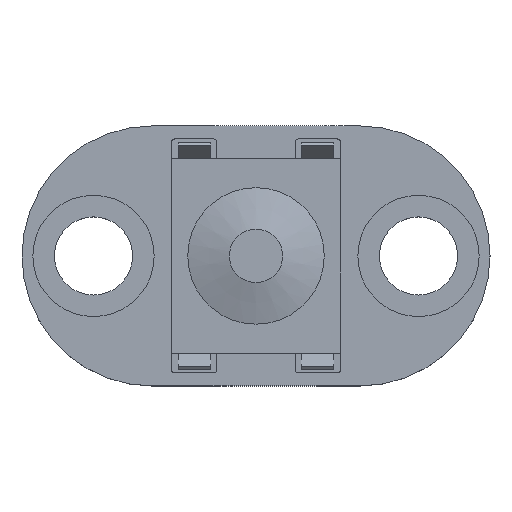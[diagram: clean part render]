
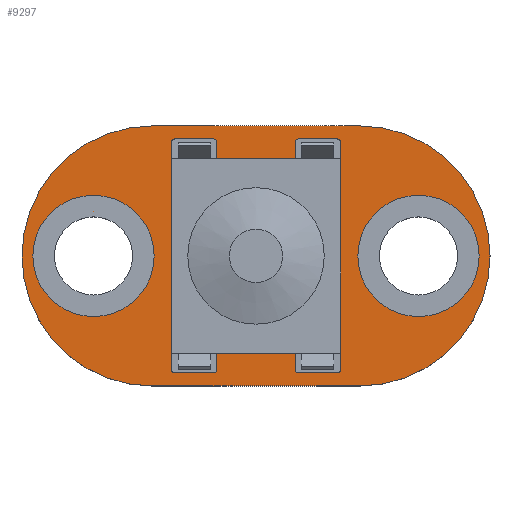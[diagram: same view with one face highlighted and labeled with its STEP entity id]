
A CAD part, top view. The second image highlights one B-rep face of the part: STEP entity #9297.
In plain terms, the highlighted planar face has unit normal (0, 0, 1).
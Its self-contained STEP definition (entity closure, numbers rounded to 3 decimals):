
#8801 = VERTEX_POINT('',#8802);
#8802 = CARTESIAN_POINT('',(21.6,18.,0.6));
#8809 = PLANE('',#8810);
#8810 = AXIS2_PLACEMENT_3D('',#8811,#8812,#8813);
#8811 = CARTESIAN_POINT('',(21.6,18.,0.));
#8812 = DIRECTION('',(0.,-1.,0.));
#8813 = DIRECTION('',(-1.,0.,0.));
#8821 = CYLINDRICAL_SURFACE('',#8822,2.);
#8822 = AXIS2_PLACEMENT_3D('',#8823,#8824,#8825);
#8823 = CARTESIAN_POINT('',(21.6,20.,0.));
#8824 = DIRECTION('',(0.,0.,-1.));
#8825 = DIRECTION('',(0.,1.,0.));
#8833 = EDGE_CURVE('',#8801,#8834,#8836,.T.);
#8834 = VERTEX_POINT('',#8835);
#8835 = CARTESIAN_POINT('',(18.4,18.,0.6));
#8836 = SURFACE_CURVE('',#8837,(#8841,#8848),.PCURVE_S1.);
#8837 = LINE('',#8838,#8839);
#8838 = CARTESIAN_POINT('',(21.6,18.,0.6));
#8839 = VECTOR('',#8840,1.);
#8840 = DIRECTION('',(-1.,0.,0.));
#8841 = PCURVE('',#8809,#8842);
#8842 = DEFINITIONAL_REPRESENTATION('',(#8843),#8847);
#8843 = LINE('',#8844,#8845);
#8844 = CARTESIAN_POINT('',(0.,-0.6));
#8845 = VECTOR('',#8846,1.);
#8846 = DIRECTION('',(1.,0.));
#8847 = ( GEOMETRIC_REPRESENTATION_CONTEXT(2) 
PARAMETRIC_REPRESENTATION_CONTEXT() REPRESENTATION_CONTEXT('2D SPACE',''
  ) );
#8848 = PCURVE('',#8849,#8854);
#8849 = PLANE('',#8850);
#8850 = AXIS2_PLACEMENT_3D('',#8851,#8852,#8853);
#8851 = CARTESIAN_POINT('',(20.,20.,0.6));
#8852 = DIRECTION('',(-0.,-0.,-1.));
#8853 = DIRECTION('',(-1.,0.,0.));
#8854 = DEFINITIONAL_REPRESENTATION('',(#8855),#8859);
#8855 = LINE('',#8856,#8857);
#8856 = CARTESIAN_POINT('',(-1.6,-2.));
#8857 = VECTOR('',#8858,1.);
#8858 = DIRECTION('',(1.,0.));
#8859 = ( GEOMETRIC_REPRESENTATION_CONTEXT(2) 
PARAMETRIC_REPRESENTATION_CONTEXT() REPRESENTATION_CONTEXT('2D SPACE',''
  ) );
#8877 = CYLINDRICAL_SURFACE('',#8878,2.);
#8878 = AXIS2_PLACEMENT_3D('',#8879,#8880,#8881);
#8879 = CARTESIAN_POINT('',(18.4,20.,0.));
#8880 = DIRECTION('',(0.,0.,-1.));
#8881 = DIRECTION('',(0.,-1.,0.));
#8921 = VERTEX_POINT('',#8922);
#8922 = CARTESIAN_POINT('',(21.6,22.,0.6));
#8936 = PLANE('',#8937);
#8937 = AXIS2_PLACEMENT_3D('',#8938,#8939,#8940);
#8938 = CARTESIAN_POINT('',(18.4,22.,0.));
#8939 = DIRECTION('',(0.,1.,0.));
#8940 = DIRECTION('',(1.,0.,0.));
#8948 = EDGE_CURVE('',#8921,#8801,#8949,.T.);
#8949 = SURFACE_CURVE('',#8950,(#8955,#8962),.PCURVE_S1.);
#8950 = CIRCLE('',#8951,2.);
#8951 = AXIS2_PLACEMENT_3D('',#8952,#8953,#8954);
#8952 = CARTESIAN_POINT('',(21.6,20.,0.6));
#8953 = DIRECTION('',(0.,0.,-1.));
#8954 = DIRECTION('',(0.,1.,0.));
#8955 = PCURVE('',#8821,#8956);
#8956 = DEFINITIONAL_REPRESENTATION('',(#8957),#8961);
#8957 = LINE('',#8958,#8959);
#8958 = CARTESIAN_POINT('',(0.,-0.6));
#8959 = VECTOR('',#8960,1.);
#8960 = DIRECTION('',(1.,0.));
#8961 = ( GEOMETRIC_REPRESENTATION_CONTEXT(2) 
PARAMETRIC_REPRESENTATION_CONTEXT() REPRESENTATION_CONTEXT('2D SPACE',''
  ) );
#8962 = PCURVE('',#8849,#8963);
#8963 = DEFINITIONAL_REPRESENTATION('',(#8964),#8968);
#8964 = CIRCLE('',#8965,2.);
#8965 = AXIS2_PLACEMENT_2D('',#8966,#8967);
#8966 = CARTESIAN_POINT('',(-1.6,0.));
#8967 = DIRECTION('',(0.,1.));
#8968 = ( GEOMETRIC_REPRESENTATION_CONTEXT(2) 
PARAMETRIC_REPRESENTATION_CONTEXT() REPRESENTATION_CONTEXT('2D SPACE',''
  ) );
#8997 = EDGE_CURVE('',#8834,#8998,#9000,.T.);
#8998 = VERTEX_POINT('',#8999);
#8999 = CARTESIAN_POINT('',(18.4,22.,0.6));
#9000 = SURFACE_CURVE('',#9001,(#9006,#9013),.PCURVE_S1.);
#9001 = CIRCLE('',#9002,2.);
#9002 = AXIS2_PLACEMENT_3D('',#9003,#9004,#9005);
#9003 = CARTESIAN_POINT('',(18.4,20.,0.6));
#9004 = DIRECTION('',(0.,0.,-1.));
#9005 = DIRECTION('',(0.,-1.,0.));
#9006 = PCURVE('',#8877,#9007);
#9007 = DEFINITIONAL_REPRESENTATION('',(#9008),#9012);
#9008 = LINE('',#9009,#9010);
#9009 = CARTESIAN_POINT('',(0.,-0.6));
#9010 = VECTOR('',#9011,1.);
#9011 = DIRECTION('',(1.,0.));
#9012 = ( GEOMETRIC_REPRESENTATION_CONTEXT(2) 
PARAMETRIC_REPRESENTATION_CONTEXT() REPRESENTATION_CONTEXT('2D SPACE',''
  ) );
#9013 = PCURVE('',#8849,#9014);
#9014 = DEFINITIONAL_REPRESENTATION('',(#9015),#9019);
#9015 = CIRCLE('',#9016,2.);
#9016 = AXIS2_PLACEMENT_2D('',#9017,#9018);
#9017 = CARTESIAN_POINT('',(1.6,0.));
#9018 = DIRECTION('',(0.,-1.));
#9019 = ( GEOMETRIC_REPRESENTATION_CONTEXT(2) 
PARAMETRIC_REPRESENTATION_CONTEXT() REPRESENTATION_CONTEXT('2D SPACE',''
  ) );
#9070 = EDGE_CURVE('',#8998,#8921,#9071,.T.);
#9071 = SURFACE_CURVE('',#9072,(#9076,#9083),.PCURVE_S1.);
#9072 = LINE('',#9073,#9074);
#9073 = CARTESIAN_POINT('',(18.4,22.,0.6));
#9074 = VECTOR('',#9075,1.);
#9075 = DIRECTION('',(1.,0.,0.));
#9076 = PCURVE('',#8936,#9077);
#9077 = DEFINITIONAL_REPRESENTATION('',(#9078),#9082);
#9078 = LINE('',#9079,#9080);
#9079 = CARTESIAN_POINT('',(0.,-0.6));
#9080 = VECTOR('',#9081,1.);
#9081 = DIRECTION('',(1.,0.));
#9082 = ( GEOMETRIC_REPRESENTATION_CONTEXT(2) 
PARAMETRIC_REPRESENTATION_CONTEXT() REPRESENTATION_CONTEXT('2D SPACE',''
  ) );
#9083 = PCURVE('',#8849,#9084);
#9084 = DEFINITIONAL_REPRESENTATION('',(#9085),#9089);
#9085 = LINE('',#9086,#9087);
#9086 = CARTESIAN_POINT('',(1.6,2.));
#9087 = VECTOR('',#9088,1.);
#9088 = DIRECTION('',(-1.,0.));
#9089 = ( GEOMETRIC_REPRESENTATION_CONTEXT(2) 
PARAMETRIC_REPRESENTATION_CONTEXT() REPRESENTATION_CONTEXT('2D SPACE',''
  ) );
#9126 = CYLINDRICAL_SURFACE('',#9127,0.601);
#9127 = AXIS2_PLACEMENT_3D('',#9128,#9129,#9130);
#9128 = CARTESIAN_POINT('',(22.5,20.,0.));
#9129 = DIRECTION('',(-0.,-0.,-1.));
#9130 = DIRECTION('',(1.,0.,0.));
#9150 = VERTEX_POINT('',#9151);
#9151 = CARTESIAN_POINT('',(23.101,20.,0.6));
#9172 = EDGE_CURVE('',#9150,#9150,#9173,.T.);
#9173 = SURFACE_CURVE('',#9174,(#9179,#9186),.PCURVE_S1.);
#9174 = CIRCLE('',#9175,0.601);
#9175 = AXIS2_PLACEMENT_3D('',#9176,#9177,#9178);
#9176 = CARTESIAN_POINT('',(22.5,20.,0.6));
#9177 = DIRECTION('',(0.,0.,1.));
#9178 = DIRECTION('',(1.,0.,-0.));
#9179 = PCURVE('',#9126,#9180);
#9180 = DEFINITIONAL_REPRESENTATION('',(#9181),#9185);
#9181 = LINE('',#9182,#9183);
#9182 = CARTESIAN_POINT('',(6.283,-0.6));
#9183 = VECTOR('',#9184,1.);
#9184 = DIRECTION('',(-1.,0.));
#9185 = ( GEOMETRIC_REPRESENTATION_CONTEXT(2) 
PARAMETRIC_REPRESENTATION_CONTEXT() REPRESENTATION_CONTEXT('2D SPACE',''
  ) );
#9186 = PCURVE('',#8849,#9187);
#9187 = DEFINITIONAL_REPRESENTATION('',(#9188),#9196);
#9188 = ( BOUNDED_CURVE() B_SPLINE_CURVE(2,(#9189,#9190,#9191,#9192,
#9193,#9194,#9195),.UNSPECIFIED.,.T.,.F.) B_SPLINE_CURVE_WITH_KNOTS((1,2
    ,2,2,2,1),(-2.094,0.,2.094,4.189,
6.283,8.378),.UNSPECIFIED.) CURVE() 
GEOMETRIC_REPRESENTATION_ITEM() RATIONAL_B_SPLINE_CURVE((1.,0.5,1.,0.5,
1.,0.5,1.)) REPRESENTATION_ITEM('') );
#9189 = CARTESIAN_POINT('',(-3.101,0.));
#9190 = CARTESIAN_POINT('',(-3.101,1.041));
#9191 = CARTESIAN_POINT('',(-2.2,0.52));
#9192 = CARTESIAN_POINT('',(-1.298,0.));
#9193 = CARTESIAN_POINT('',(-2.2,-0.52));
#9194 = CARTESIAN_POINT('',(-3.101,-1.041));
#9195 = CARTESIAN_POINT('',(-3.101,0.));
#9196 = ( GEOMETRIC_REPRESENTATION_CONTEXT(2) 
PARAMETRIC_REPRESENTATION_CONTEXT() REPRESENTATION_CONTEXT('2D SPACE',''
  ) );
#9212 = CYLINDRICAL_SURFACE('',#9213,0.601);
#9213 = AXIS2_PLACEMENT_3D('',#9214,#9215,#9216);
#9214 = CARTESIAN_POINT('',(17.5,20.,0.));
#9215 = DIRECTION('',(-0.,-0.,-1.));
#9216 = DIRECTION('',(1.,0.,0.));
#9236 = VERTEX_POINT('',#9237);
#9237 = CARTESIAN_POINT('',(18.101,20.,0.6));
#9258 = EDGE_CURVE('',#9236,#9236,#9259,.T.);
#9259 = SURFACE_CURVE('',#9260,(#9265,#9272),.PCURVE_S1.);
#9260 = CIRCLE('',#9261,0.601);
#9261 = AXIS2_PLACEMENT_3D('',#9262,#9263,#9264);
#9262 = CARTESIAN_POINT('',(17.5,20.,0.6));
#9263 = DIRECTION('',(0.,0.,1.));
#9264 = DIRECTION('',(1.,0.,-0.));
#9265 = PCURVE('',#9212,#9266);
#9266 = DEFINITIONAL_REPRESENTATION('',(#9267),#9271);
#9267 = LINE('',#9268,#9269);
#9268 = CARTESIAN_POINT('',(6.283,-0.6));
#9269 = VECTOR('',#9270,1.);
#9270 = DIRECTION('',(-1.,0.));
#9271 = ( GEOMETRIC_REPRESENTATION_CONTEXT(2) 
PARAMETRIC_REPRESENTATION_CONTEXT() REPRESENTATION_CONTEXT('2D SPACE',''
  ) );
#9272 = PCURVE('',#8849,#9273);
#9273 = DEFINITIONAL_REPRESENTATION('',(#9274),#9282);
#9274 = ( BOUNDED_CURVE() B_SPLINE_CURVE(2,(#9275,#9276,#9277,#9278,
#9279,#9280,#9281),.UNSPECIFIED.,.T.,.F.) B_SPLINE_CURVE_WITH_KNOTS((1,2
    ,2,2,2,1),(-2.094,0.,2.094,4.189,
6.283,8.378),.UNSPECIFIED.) CURVE() 
GEOMETRIC_REPRESENTATION_ITEM() RATIONAL_B_SPLINE_CURVE((1.,0.5,1.,0.5,
1.,0.5,1.)) REPRESENTATION_ITEM('') );
#9275 = CARTESIAN_POINT('',(1.899,0.));
#9276 = CARTESIAN_POINT('',(1.899,1.041));
#9277 = CARTESIAN_POINT('',(2.801,0.52));
#9278 = CARTESIAN_POINT('',(3.702,0.));
#9279 = CARTESIAN_POINT('',(2.801,-0.52));
#9280 = CARTESIAN_POINT('',(1.899,-1.041));
#9281 = CARTESIAN_POINT('',(1.899,0.));
#9282 = ( GEOMETRIC_REPRESENTATION_CONTEXT(2) 
PARAMETRIC_REPRESENTATION_CONTEXT() REPRESENTATION_CONTEXT('2D SPACE',''
  ) );
#9297 = ADVANCED_FACE('',(#9298,#9304,#9307),#8849,.F.);
#9298 = FACE_BOUND('',#9299,.F.);
#9299 = EDGE_LOOP('',(#9300,#9301,#9302,#9303));
#9300 = ORIENTED_EDGE('',*,*,#8833,.T.);
#9301 = ORIENTED_EDGE('',*,*,#8997,.T.);
#9302 = ORIENTED_EDGE('',*,*,#9070,.T.);
#9303 = ORIENTED_EDGE('',*,*,#8948,.T.);
#9304 = FACE_BOUND('',#9305,.F.);
#9305 = EDGE_LOOP('',(#9306));
#9306 = ORIENTED_EDGE('',*,*,#9172,.T.);
#9307 = FACE_BOUND('',#9308,.F.);
#9308 = EDGE_LOOP('',(#9309));
#9309 = ORIENTED_EDGE('',*,*,#9258,.T.);
